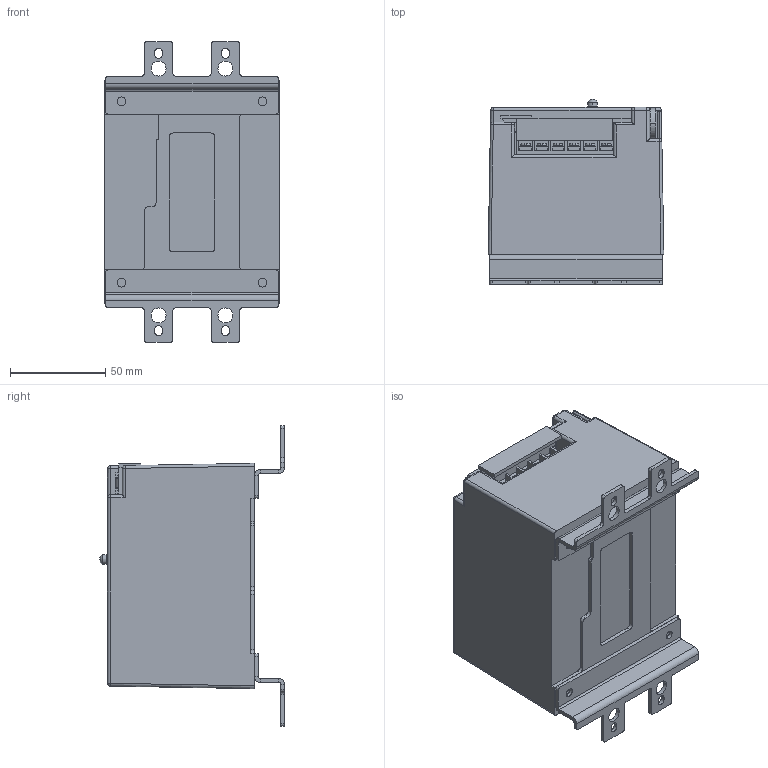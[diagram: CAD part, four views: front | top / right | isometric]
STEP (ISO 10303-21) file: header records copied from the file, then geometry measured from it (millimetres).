
FILE_DESCRIPTION (( 'STEP AP214' ), '1' );
FILE_NAME ('mccb99m-250-cd2-230ac(220dc).锰 填蝾痦 镳桠钿 CD2 吕-99M 250 EKF.STEP', '2024-11-21T11:06:08', ( '' ), ( '' ), 'SwSTEP 2.0', 'SolidWorks 2021', '' );
FILE_SCHEMA (( 'AUTOMOTIVE_DESIGN' ));
Length unit declared in the file: millimetre
Products named in the file (5): mccb99m-250-cd2-230ac(220dc).襟-3_00; mccb99m-250-cd2-230ac(220dc).锰 填蝾痦 镳桠钿 CD2 吕-99M 250 EKF; mccb99m-250-cd2-230ac(220dc).襟-1_00; mccb99m-250-cd2-230ac(220dc).襟-4_00; mccb99m-250-cd2-230ac(220dc).襟-2_00
Assembly tree (5 placements, depth 2):
  mccb99m-250-cd2-230ac(220dc).锰 填蝾痦 镳桠钿 CD2 吕-99M 250 EKF
    mccb99m-250-cd2-230ac(220dc).襟-1_00
    mccb99m-250-cd2-230ac(220dc).襟-2_00
    mccb99m-250-cd2-230ac(220dc).襟-3_00  x2
    mccb99m-250-cd2-230ac(220dc).襟-4_00
Bounding box: 92 x 96.9 x 157.4 mm (x, y, z)
Volume: 795162.7 mm3; surface area: 97169.8 mm2
Topology: 23 solids, 23 shells, 687 faces, 1724 edges, 1092 vertices
Faces by surface type: plane 449, cylinder 169, torus 38, bspline 18, sphere 13
Entity records: 20822 total; most frequent: CARTESIAN_POINT 4052, ORIENTED_EDGE 3120, DIRECTION 3016, EDGE_CURVE 1560, LINE 1080, VECTOR 1080, VERTEX_POINT 994, AXIS2_PLACEMENT_3D 968
